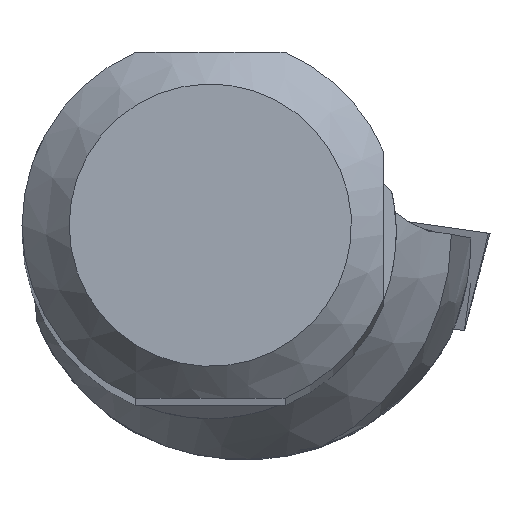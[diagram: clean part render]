
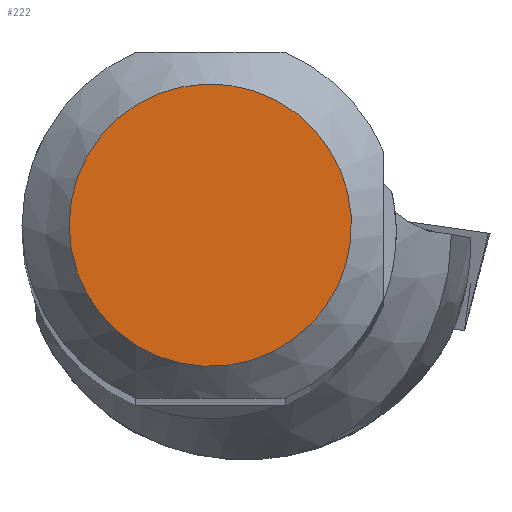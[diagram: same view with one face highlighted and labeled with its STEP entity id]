
A CAD part, top view. The second image highlights one B-rep face of the part: STEP entity #222.
In plain terms, the highlighted planar face has unit normal (0, 0, 1).
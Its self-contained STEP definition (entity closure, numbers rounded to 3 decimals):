
#180=FACE_OUTER_BOUND('',#413,.T.);
#222=ADVANCED_FACE('',(#180),#251,.T.);
#251=PLANE('',#1023);
#413=EDGE_LOOP('',(#573));
#573=ORIENTED_EDGE('',*,*,#837,.F.);
#737=VERTEX_POINT('',#1627);
#837=EDGE_CURVE('',#737,#737,#887,.T.);
#887=CIRCLE('',#1022,4.493);
#1022=AXIS2_PLACEMENT_3D('',#1626,#1219,#1220);
#1023=AXIS2_PLACEMENT_3D('',#1628,#1221,#1222);
#1219=DIRECTION('',(0.,0.,-1.));
#1220=DIRECTION('',(-1.,0.,0.));
#1221=DIRECTION('',(0.,0.,1.));
#1222=DIRECTION('',(-1.,0.,0.));
#1626=CARTESIAN_POINT('',(0.,0.,0.));
#1627=CARTESIAN_POINT('',(-4.493,0.,0.));
#1628=CARTESIAN_POINT('',(0.,0.,
0.));
